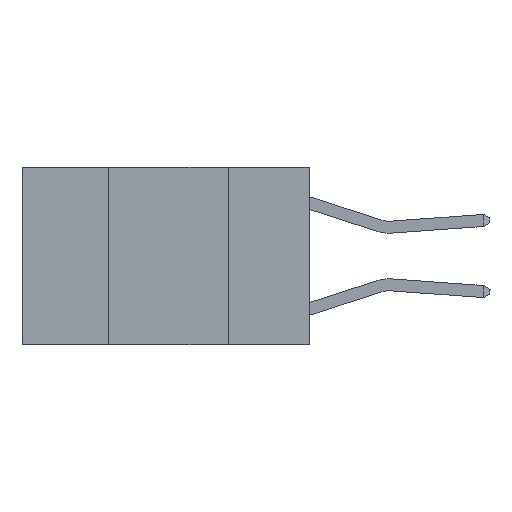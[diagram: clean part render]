
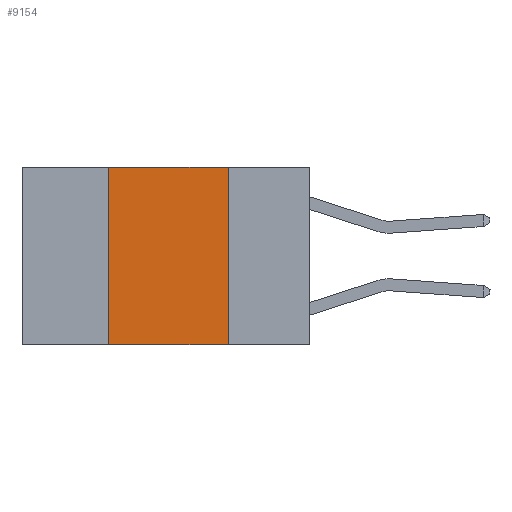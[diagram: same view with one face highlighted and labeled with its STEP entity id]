
A CAD part, left-side view. The second image highlights one B-rep face of the part: STEP entity #9154.
In plain terms, the highlighted planar face has unit normal (-1, 0, 0).
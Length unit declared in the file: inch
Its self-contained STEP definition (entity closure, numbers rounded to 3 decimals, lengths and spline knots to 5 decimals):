
#107 = VECTOR ( 'NONE', #22058, 39.37008 ) ;
#795 = CARTESIAN_POINT ( 'NONE',  ( 0., 0.17, 0. ) ) ;
#1244 = FACE_OUTER_BOUND ( 'NONE', #15684, .T. ) ;
#1585 = DIRECTION ( 'NONE',  ( 0., 0., -1. ) ) ;
#2606 = ORIENTED_EDGE ( 'NONE', *, *, #6152, .F. ) ;
#5071 = CARTESIAN_POINT ( 'NONE',  ( 0., 0.17, 0. ) ) ;
#6152 = EDGE_CURVE ( 'NONE', #8332, #19630, #27426, .T. ) ;
#7333 = EDGE_CURVE ( 'NONE', #13307, #14657, #18752, .T. ) ;
#7895 = CARTESIAN_POINT ( 'NONE',  ( 0., 0.17, -0.37 ) ) ;
#8272 = ORIENTED_EDGE ( 'NONE', *, *, #7333, .F. ) ;
#8332 = VERTEX_POINT ( 'NONE', #18127 ) ;
#8657 = VECTOR ( 'NONE', #10128, 39.37008 ) ;
#9154 = ADVANCED_FACE ( 'NONE', ( #1244 ), #25757, .F. ) ;
#9602 = CARTESIAN_POINT ( 'NONE',  ( 0., 0.6, 0. ) ) ;
#10128 = DIRECTION ( 'NONE',  ( 0., -1., 0. ) ) ;
#11618 = EDGE_CURVE ( 'NONE', #8332, #14657, #27239, .T. ) ;
#12036 = DIRECTION ( 'NONE',  ( 0., -1., 0. ) ) ;
#13006 = CARTESIAN_POINT ( 'NONE',  ( 0., 0.42, 0. ) ) ;
#13307 = VERTEX_POINT ( 'NONE', #795 ) ;
#14572 = VECTOR ( 'NONE', #16469, 39.37008 ) ;
#14644 = VECTOR ( 'NONE', #12036, 39.37008 ) ;
#14657 = VERTEX_POINT ( 'NONE', #7895 ) ;
#15684 = EDGE_LOOP ( 'NONE', ( #8272, #27606, #2606, #23477 ) ) ;
#16143 = DIRECTION ( 'NONE',  ( 1., 0., 0. ) ) ;
#16469 = DIRECTION ( 'NONE',  ( 0., 0., 1. ) ) ;
#18127 = CARTESIAN_POINT ( 'NONE',  ( 0., 0.42, -0.37 ) ) ;
#18752 = LINE ( 'NONE', #5071, #107 ) ;
#18831 = CARTESIAN_POINT ( 'NONE',  ( 0., 0.42, 0. ) ) ;
#19630 = VERTEX_POINT ( 'NONE', #13006 ) ;
#20289 = AXIS2_PLACEMENT_3D ( 'NONE', #30541, #16143, #1585 ) ;
#22058 = DIRECTION ( 'NONE',  ( 0., 0., -1. ) ) ;
#22643 = EDGE_CURVE ( 'NONE', #19630, #13307, #27487, .T. ) ;
#23477 = ORIENTED_EDGE ( 'NONE', *, *, #11618, .T. ) ;
#25757 = PLANE ( 'NONE',  #20289 ) ;
#27075 = CARTESIAN_POINT ( 'NONE',  ( 0., 0.6, -0.37 ) ) ;
#27239 = LINE ( 'NONE', #27075, #8657 ) ;
#27426 = LINE ( 'NONE', #18831, #14572 ) ;
#27487 = LINE ( 'NONE', #9602, #14644 ) ;
#27606 = ORIENTED_EDGE ( 'NONE', *, *, #22643, .F. ) ;
#30541 = CARTESIAN_POINT ( 'NONE',  ( 0., 0.6, 0. ) ) ;
